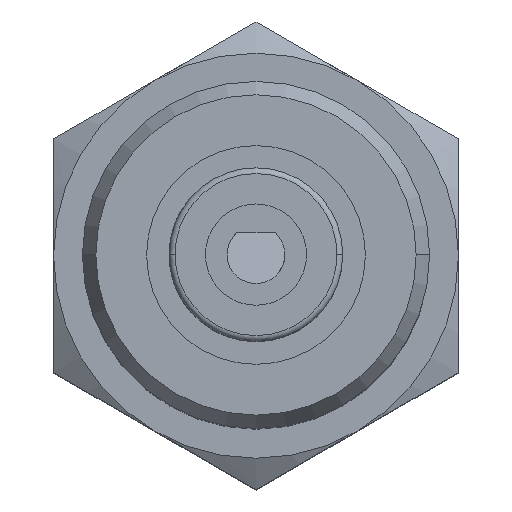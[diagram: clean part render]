
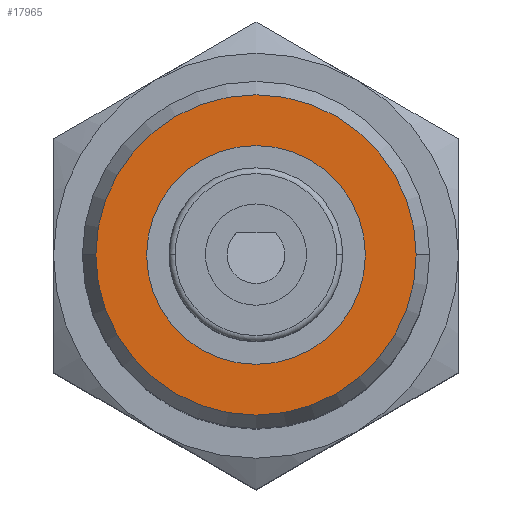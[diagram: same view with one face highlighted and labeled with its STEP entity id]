
A CAD part, top view. The second image highlights one B-rep face of the part: STEP entity #17965.
In plain terms, the highlighted planar face has unit normal (0, 0, 1).
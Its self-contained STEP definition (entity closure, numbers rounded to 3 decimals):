
#189 = DIRECTION ( 'NONE',  ( 1., 0., 0. ) ) ;
#312 = DIRECTION ( 'NONE',  ( 1., 0., 0. ) ) ;
#405 = EDGE_CURVE ( 'Defeature ausgef�hrt13_15+Defeature ausgef�hrt13_17+Defeature ausgef�hrt13_17+Defeature ausgef�hrt13_17', #12067, #14034, #16809, .T. ) ;
#800 = EDGE_CURVE ( 'Defeature ausgef�hrt13_15+Defeature ausgef�hrt13_17+Defeature ausgef�hrt13_17+Defeature ausgef�hrt13_17', #14034, #12067, #5393, .T. ) ;
#855 = ORIENTED_EDGE ( 'NONE', *, *, #405, .T. ) ;
#1013 = EDGE_CURVE ( 'Defeature ausgef�hrt13_15+Defeature ausgef�hrt13_14+Defeature ausgef�hrt13_14+Defeature ausgef�hrt13_14', #2594, #9959, #14691, .T. ) ;
#1030 = AXIS2_PLACEMENT_3D ( 'NONE', #2261, #17069, #5262 ) ;
#1692 = AXIS2_PLACEMENT_3D ( 'NONE', #7333, #11721, #14752 ) ;
#1957 = EDGE_LOOP ( 'NONE', ( #16011, #10860 ) ) ;
#2261 = CARTESIAN_POINT ( 'NONE',  ( 0., 0., 0. ) ) ;
#2354 = DIRECTION ( 'NONE',  ( -1., 0., 0. ) ) ;
#2594 = VERTEX_POINT ( 'NONE', #16176 ) ;
#5111 = AXIS2_PLACEMENT_3D ( 'NONE', #15600, #11327, #2354 ) ;
#5262 = DIRECTION ( 'NONE',  ( 1., 0., 0. ) ) ;
#5353 = CARTESIAN_POINT ( 'NONE',  ( 3.782, 0., 0. ) ) ;
#5393 = CIRCLE ( 'NONE', #8790, 5.538 ) ;
#5918 = CARTESIAN_POINT ( 'NONE',  ( 5.538, 0., 0. ) ) ;
#6144 = EDGE_LOOP ( 'NONE', ( #14987, #855 ) ) ;
#6839 = CARTESIAN_POINT ( 'NONE',  ( 0., 0., 0. ) ) ;
#7333 = CARTESIAN_POINT ( 'NONE',  ( 0., 0., 0. ) ) ;
#8243 = DIRECTION ( 'NONE',  ( 0., 0., -1. ) ) ;
#8790 = AXIS2_PLACEMENT_3D ( 'NONE', #15161, #10761, #189 ) ;
#9192 = FACE_BOUND ( 'NONE', #1957, .T. ) ;
#9959 = VERTEX_POINT ( 'NONE', #5353 ) ;
#10616 = CIRCLE ( 'NONE', #1692, 3.782 ) ;
#10754 = EDGE_CURVE ( 'Defeature ausgef�hrt13_15+Defeature ausgef�hrt13_14+Defeature ausgef�hrt13_14+Defeature ausgef�hrt13_14', #9959, #2594, #10616, .T. ) ;
#10761 = DIRECTION ( 'NONE',  ( 0., 0., 1. ) ) ;
#10860 = ORIENTED_EDGE ( 'NONE', *, *, #10754, .T. ) ;
#11327 = DIRECTION ( 'NONE',  ( 0., 0., -1. ) ) ;
#11721 = DIRECTION ( 'NONE',  ( 0., 0., -1. ) ) ;
#11802 = AXIS2_PLACEMENT_3D ( 'NONE', #6839, #8243, #312 ) ;
#12067 = VERTEX_POINT ( 'NONE', #15412 ) ;
#14034 = VERTEX_POINT ( 'NONE', #5918 ) ;
#14691 = CIRCLE ( 'NONE', #5111, 3.782 ) ;
#14752 = DIRECTION ( 'NONE',  ( -1., 0., 0. ) ) ;
#14987 = ORIENTED_EDGE ( 'NONE', *, *, #800, .T. ) ;
#15161 = CARTESIAN_POINT ( 'NONE',  ( 0., 0., 0. ) ) ;
#15412 = CARTESIAN_POINT ( 'NONE',  ( -5.538, 0., 0. ) ) ;
#15463 = FACE_OUTER_BOUND ( 'NONE', #6144, .T. ) ;
#15600 = CARTESIAN_POINT ( 'NONE',  ( 0., 0., 0. ) ) ;
#16011 = ORIENTED_EDGE ( 'NONE', *, *, #1013, .T. ) ;
#16176 = CARTESIAN_POINT ( 'NONE',  ( -3.782, 0., 0. ) ) ;
#16809 = CIRCLE ( 'NONE', #1030, 5.538 ) ;
#17069 = DIRECTION ( 'NONE',  ( 0., 0., 1. ) ) ;
#17965 = ADVANCED_FACE ( 'Defeature ausgef�hrt13_15', ( #9192, #15463 ), #18903, .F. ) ;
#18903 = PLANE ( 'NONE',  #11802 ) ;
